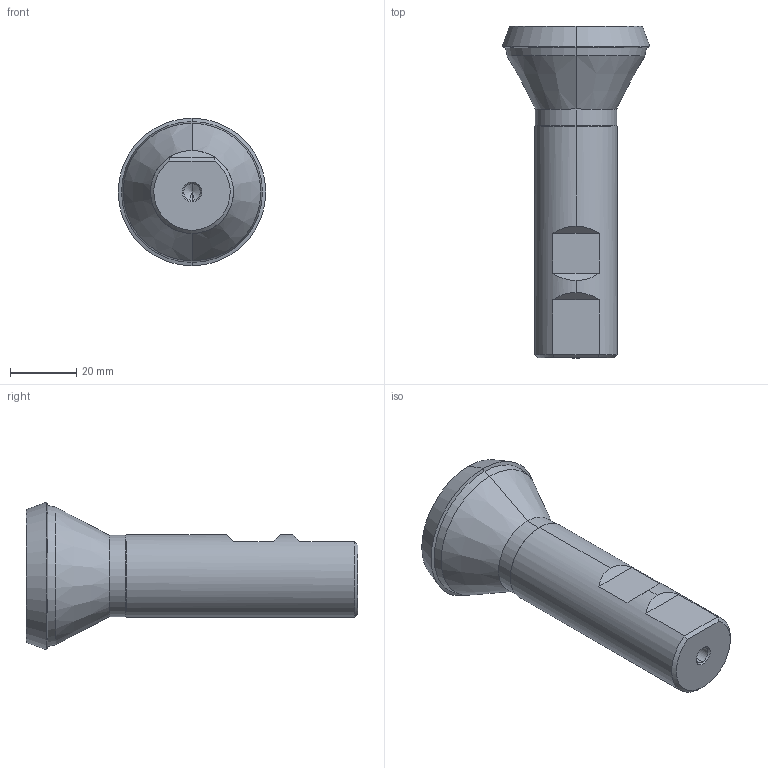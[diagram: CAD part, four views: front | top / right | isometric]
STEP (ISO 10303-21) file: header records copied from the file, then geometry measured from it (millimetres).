
FILE_DESCRIPTION (( 'STEP AP214' ), '1' );
FILE_NAME ('770W W D40-4.STEP', '2021-02-16T10:49:07', ( '' ), ( '' ), 'SwSTEP 2.0', 'SolidWorks 2016', '' );
FILE_SCHEMA (( 'AUTOMOTIVE_DESIGN' ));
Length unit declared in the file: millimetre
Products named in the file (1): 770W W D40-4
Bounding box: 44.51 x 100 x 44.51 mm (x, y, z)
Volume: 58978.9 mm3; surface area: 12065.3 mm2
Topology: 1 solids, 1 shells, 33 faces, 71 edges, 39 vertices
Faces by surface type: cone 19, plane 8, cylinder 6
Entity records: 898 total; most frequent: CARTESIAN_POINT 166, DIRECTION 156, ORIENTED_EDGE 138, EDGE_CURVE 69, AXIS2_PLACEMENT_3D 61, VERTEX_POINT 39, VECTOR 34, EDGE_LOOP 34
